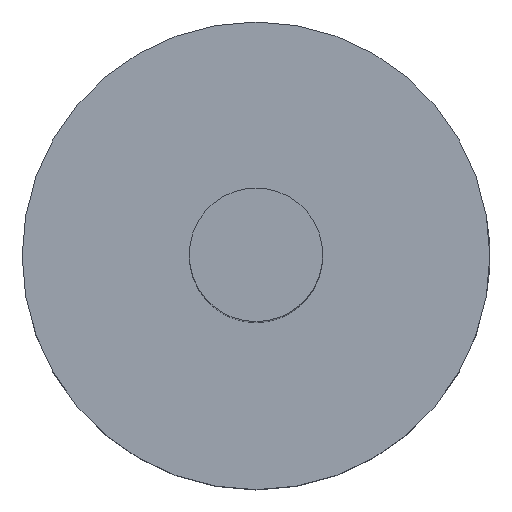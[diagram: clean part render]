
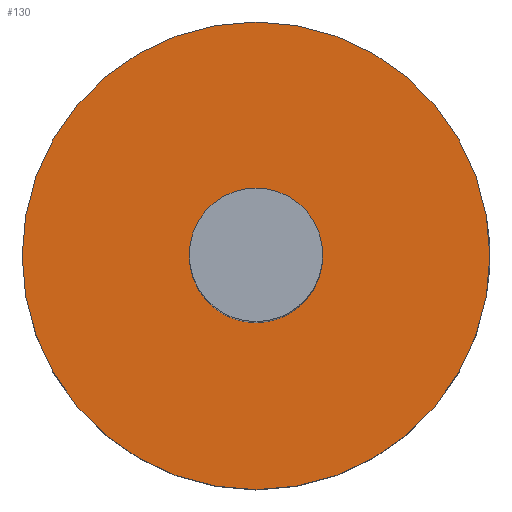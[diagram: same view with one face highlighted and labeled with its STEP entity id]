
A CAD part, top view. The second image highlights one B-rep face of the part: STEP entity #130.
In plain terms, the highlighted planar face has unit normal (0, 0, 1).
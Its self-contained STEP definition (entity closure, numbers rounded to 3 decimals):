
#16=FACE_BOUND('',#39,.T.);
#18=PLANE('',#155);
#30=FACE_OUTER_BOUND('',#38,.T.);
#38=EDGE_LOOP('',(#113,#114));
#39=EDGE_LOOP('',(#115,#116));
#54=CIRCLE('',#153,14.);
#55=CIRCLE('',#154,14.);
#56=CIRCLE('',#156,4.);
#57=CIRCLE('',#157,4.);
#68=VERTEX_POINT('',#259);
#69=VERTEX_POINT('',#260);
#70=VERTEX_POINT('',#265);
#71=VERTEX_POINT('',#266);
#83=EDGE_CURVE('',#68,#69,#54,.T.);
#84=EDGE_CURVE('',#69,#68,#55,.T.);
#86=EDGE_CURVE('',#70,#71,#56,.T.);
#87=EDGE_CURVE('',#71,#70,#57,.T.);
#113=ORIENTED_EDGE('',*,*,#83,.T.);
#114=ORIENTED_EDGE('',*,*,#84,.T.);
#115=ORIENTED_EDGE('',*,*,#86,.F.);
#116=ORIENTED_EDGE('',*,*,#87,.F.);
#130=ADVANCED_FACE('',(#30,#16),#18,.T.);
#153=AXIS2_PLACEMENT_3D('',#261,#182,#183);
#154=AXIS2_PLACEMENT_3D('',#262,#184,#185);
#155=AXIS2_PLACEMENT_3D('',#264,#187,#188);
#156=AXIS2_PLACEMENT_3D('',#267,#189,#190);
#157=AXIS2_PLACEMENT_3D('',#268,#191,#192);
#182=DIRECTION('center_axis',(0.,0.,1.));
#183=DIRECTION('ref_axis',(1.,0.,0.));
#184=DIRECTION('center_axis',(0.,0.,1.));
#185=DIRECTION('ref_axis',(1.,0.,0.));
#187=DIRECTION('center_axis',(0.,0.,1.));
#188=DIRECTION('ref_axis',(1.,0.,0.));
#189=DIRECTION('center_axis',(0.,0.,1.));
#190=DIRECTION('ref_axis',(1.,0.,0.));
#191=DIRECTION('center_axis',(0.,0.,1.));
#192=DIRECTION('ref_axis',(1.,0.,0.));
#259=CARTESIAN_POINT('',(14.,0.,10.));
#260=CARTESIAN_POINT('',(-14.,0.,10.));
#261=CARTESIAN_POINT('Origin',(0.,0.,10.));
#262=CARTESIAN_POINT('Origin',(0.,0.,10.));
#264=CARTESIAN_POINT('Origin',(4.,0.,10.));
#265=CARTESIAN_POINT('',(4.,0.,10.));
#266=CARTESIAN_POINT('',(-4.,0.,10.));
#267=CARTESIAN_POINT('Origin',(0.,0.,10.));
#268=CARTESIAN_POINT('Origin',(0.,0.,10.));
